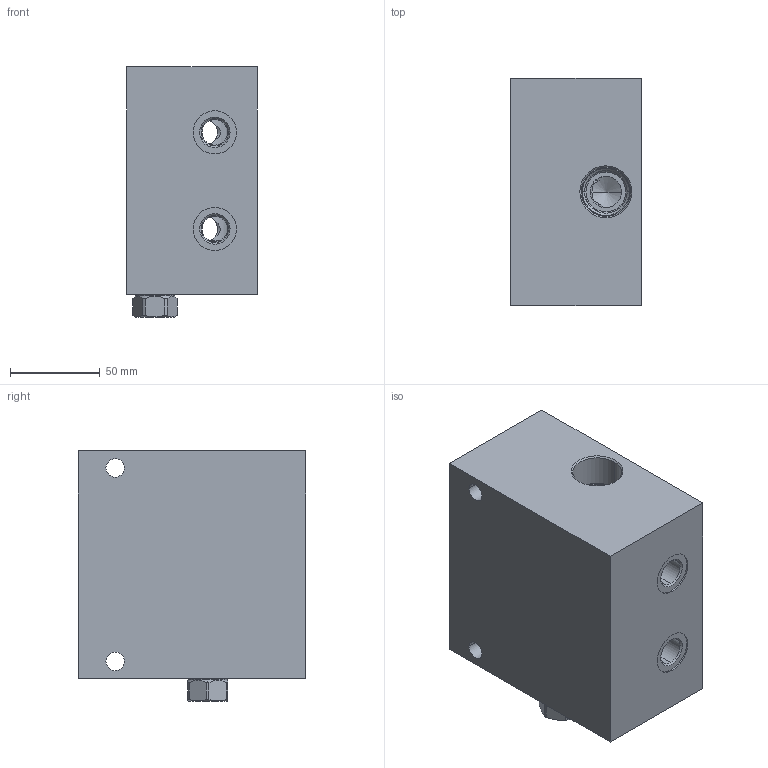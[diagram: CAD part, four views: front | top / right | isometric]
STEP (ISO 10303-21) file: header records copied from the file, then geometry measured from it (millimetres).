
FILE_DESCRIPTION((''),'2;1');
FILE_NAME('XBU_ASM','2019-12-17T',('ProEService'),(''),'PRO/ENGINEER BY PARAMETRIC TECHNOLOGY CORPORATION, 2014200','PRO/ENGINEER BY PARAMETRIC TECHNOLOGY CORPORATION, 2014200','');
FILE_SCHEMA(('CONFIG_CONTROL_DESIGN'));
Length unit declared in the file: inch
Products named in the file (3): 151-796-010; CSABXXN; XBU_ASM
Assembly tree (2 placements, depth 2):
  XBU_ASM
    151-796-010
    CSABXXN
Bounding box: 73.03 x 127 x 139.67 mm (x, y, z)
Volume: 1037135.6 mm3; surface area: 111604 mm2
Topology: 5 solids, 6 shells, 326 faces, 1037 edges, 856 vertices
Faces by surface type: cylinder 149, cone 90, plane 48, torus 24, revolution 12, sphere 3
Entity records: 13569 total; most frequent: CARTESIAN_POINT 4540, DIRECTION 1971, ORIENTED_EDGE 1466, EDGE_CURVE 733, AXIS2_PLACEMENT_3D 703, VECTOR 553, LINE 553, VERTEX_POINT 438
